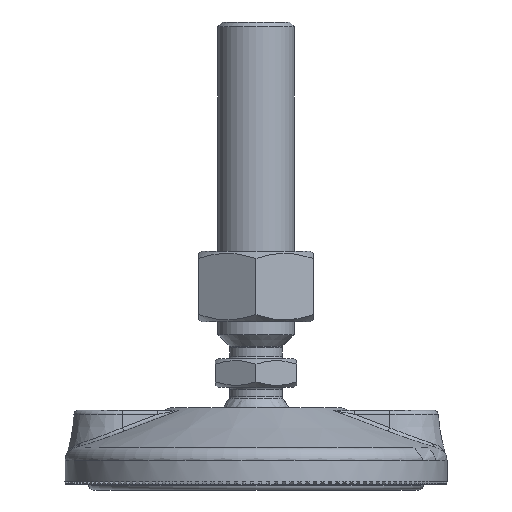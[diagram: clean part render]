
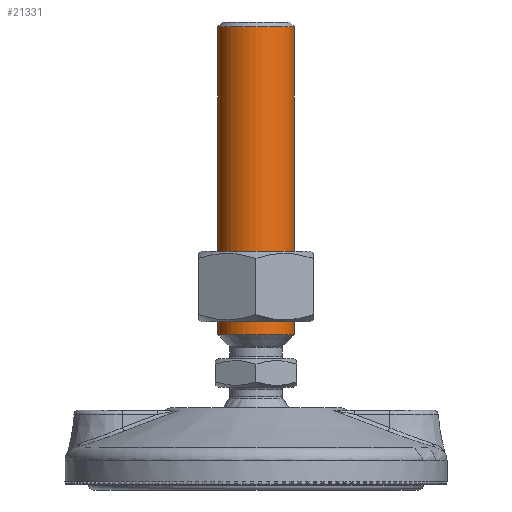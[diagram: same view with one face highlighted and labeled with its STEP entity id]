
A CAD part, front view. The second image highlights one B-rep face of the part: STEP entity #21331.
In plain terms, the highlighted cylindrical face has radius 8 mm (diameter 16 mm), a full revolution.
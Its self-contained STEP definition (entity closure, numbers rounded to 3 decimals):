
#139=FACE_BOUND($,#7707,.T.);
#5483=CYLINDRICAL_SURFACE($,#23045,8.);
#6563=FACE_OUTER_BOUND($,#7706,.T.);
#7706=EDGE_LOOP($,(#19031));
#7707=EDGE_LOOP($,(#19032));
#8354=CIRCLE($,#23019,8.);
#8367=CIRCLE($,#23043,8.);
#10168=VERTEX_POINT($,#34994);
#10193=VERTEX_POINT($,#35083);
#13012=EDGE_CURVE($,#10168,#10168,#8354,.T.);
#13041=EDGE_CURVE($,#10193,#10193,#8367,.T.);
#19031=ORIENTED_EDGE($,*,*,#13012,.T.);
#19032=ORIENTED_EDGE($,*,*,#13041,.F.);
#21331=ADVANCED_FACE($,(#6563,#139),#5483,.T.);
#23019=AXIS2_PLACEMENT_3D($,#34995,#28507,#28508);
#23043=AXIS2_PLACEMENT_3D($,#35084,#28559,#28560);
#23045=AXIS2_PLACEMENT_3D($,#35087,#28563,#28564);
#28507=DIRECTION('center_axis',(0.,0.,
1.));
#28508=DIRECTION('ref_axis',(-1.,0.,0.));
#28559=DIRECTION('center_axis',(0.,0.,
1.));
#28560=DIRECTION('ref_axis',(1.,0.,0.));
#28563=DIRECTION('center_axis',(0.,0.,
1.));
#28564=DIRECTION('ref_axis',(-1.,0.,0.));
#34994=CARTESIAN_POINT('',(-8.,0.,-17.493));
#34995=CARTESIAN_POINT('Origin',(0.,0.,
-17.493));
#35083=CARTESIAN_POINT('',(-8.,0.,47.007));
#35084=CARTESIAN_POINT('Origin',(0.,0.,
47.007));
#35087=CARTESIAN_POINT('Origin',(0.,0.,
15.257));
